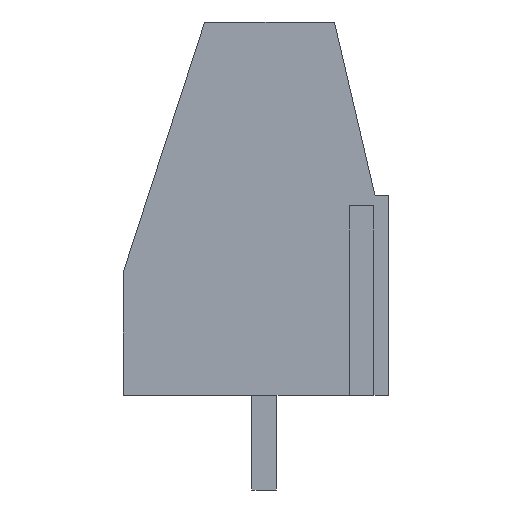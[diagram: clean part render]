
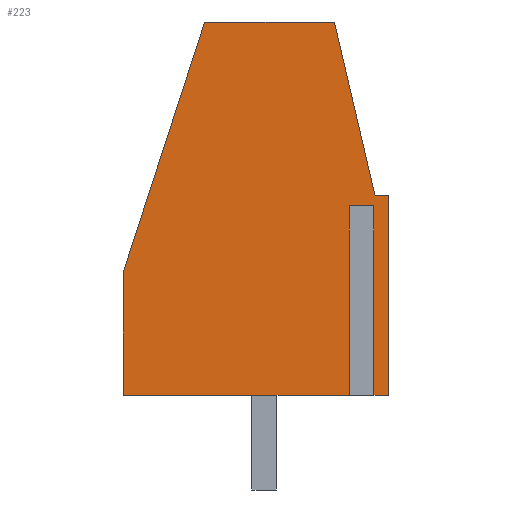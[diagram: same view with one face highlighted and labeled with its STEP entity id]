
A CAD part, left-side view. The second image highlights one B-rep face of the part: STEP entity #223.
In plain terms, the highlighted planar face has unit normal (-1, 0, 0).
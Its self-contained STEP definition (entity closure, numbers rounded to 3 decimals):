
#13=DIRECTION('',(0.,0.,1.));
#21=EDGE_CURVE('',#22,#24,#26,.T.);
#22=VERTEX_POINT('',#23);
#23=CARTESIAN_POINT('',(-2.54,-4.6,0.));
#24=VERTEX_POINT('',#25);
#25=CARTESIAN_POINT('',(-2.54,-3.83,0.));
#26=LINE('',#23,#27);
#27=VECTOR('',#28,1.);
#28=DIRECTION('',(0.,1.,0.));
#35=DIRECTION('',(1.,0.,0.));
#53=VECTOR('',#54,1.);
#54=DIRECTION('',(0.,-1.,0.));
#68=VERTEX_POINT('',#69);
#69=CARTESIAN_POINT('',(-2.54,5.2,0.));
#72=EDGE_CURVE('',#73,#68,#26,.T.);
#73=VERTEX_POINT('',#74);
#74=CARTESIAN_POINT('',(-2.54,-3.37,0.));
#223=ADVANCED_FACE('',(#224),#278,.F.);
#224=FACE_BOUND('',#225,.F.);
#225=EDGE_LOOP('',(#226,#235,#240,#246,#247,#253,#258,#261,#262,#267,#274));
#226=ORIENTED_EDGE('',*,*,#227,.T.);
#227=EDGE_CURVE('',#228,#230,#232,.T.);
#228=VERTEX_POINT('',#229);
#229=CARTESIAN_POINT('',(-2.54,-2.6,13.8));
#230=VERTEX_POINT('',#231);
#231=CARTESIAN_POINT('',(-2.54,-4.1,7.4));
#232=LINE('',#229,#233);
#233=VECTOR('',#234,1.);
#234=DIRECTION('',(0.,-0.228,-0.974));
#235=ORIENTED_EDGE('',*,*,#236,.T.);
#236=EDGE_CURVE('',#230,#237,#239,.T.);
#237=VERTEX_POINT('',#238);
#238=CARTESIAN_POINT('',(-2.54,-4.6,7.4));
#239=LINE('',#231,#53);
#240=ORIENTED_EDGE('',*,*,#241,.T.);
#241=EDGE_CURVE('',#237,#22,#242,.T.);
#242=LINE('',#243,#244);
#243=CARTESIAN_POINT('',(-2.54,-4.6,13.8));
#244=VECTOR('',#245,1.);
#245=DIRECTION('',(0.,0.,-1.));
#246=ORIENTED_EDGE('',*,*,#21,.T.);
#247=ORIENTED_EDGE('',*,*,#248,.T.);
#248=EDGE_CURVE('',#24,#249,#251,.T.);
#249=VERTEX_POINT('',#250);
#250=CARTESIAN_POINT('',(-2.54,-3.83,7.));
#251=LINE('',#25,#252);
#252=VECTOR('',#13,1.);
#253=ORIENTED_EDGE('',*,*,#254,.T.);
#254=EDGE_CURVE('',#249,#255,#257,.T.);
#255=VERTEX_POINT('',#256);
#256=CARTESIAN_POINT('',(-2.54,-3.37,7.));
#257=LINE('',#250,#27);
#258=ORIENTED_EDGE('',*,*,#259,.F.);
#259=EDGE_CURVE('',#73,#255,#260,.T.);
#260=LINE('',#74,#252);
#261=ORIENTED_EDGE('',*,*,#72,.T.);
#262=ORIENTED_EDGE('',*,*,#263,.T.);
#263=EDGE_CURVE('',#68,#264,#266,.T.);
#264=VERTEX_POINT('',#265);
#265=CARTESIAN_POINT('',(-2.54,5.2,4.57));
#266=LINE('',#69,#252);
#267=ORIENTED_EDGE('',*,*,#268,.F.);
#268=EDGE_CURVE('',#269,#264,#271,.T.);
#269=VERTEX_POINT('',#270);
#270=CARTESIAN_POINT('',(-2.54,2.2,13.8));
#271=LINE('',#270,#272);
#272=VECTOR('',#273,1.);
#273=DIRECTION('',(0.,0.309,-0.951));
#274=ORIENTED_EDGE('',*,*,#275,.T.);
#275=EDGE_CURVE('',#269,#228,#276,.T.);
#276=LINE('',#277,#53);
#277=CARTESIAN_POINT('',(-2.54,5.2,13.8));
#278=PLANE('',#279);
#279=AXIS2_PLACEMENT_3D('',#280,#35,#281);
#280=CARTESIAN_POINT('',(-2.54,0.3,6.9));
#281=DIRECTION('',(-0.,0.,1.));
